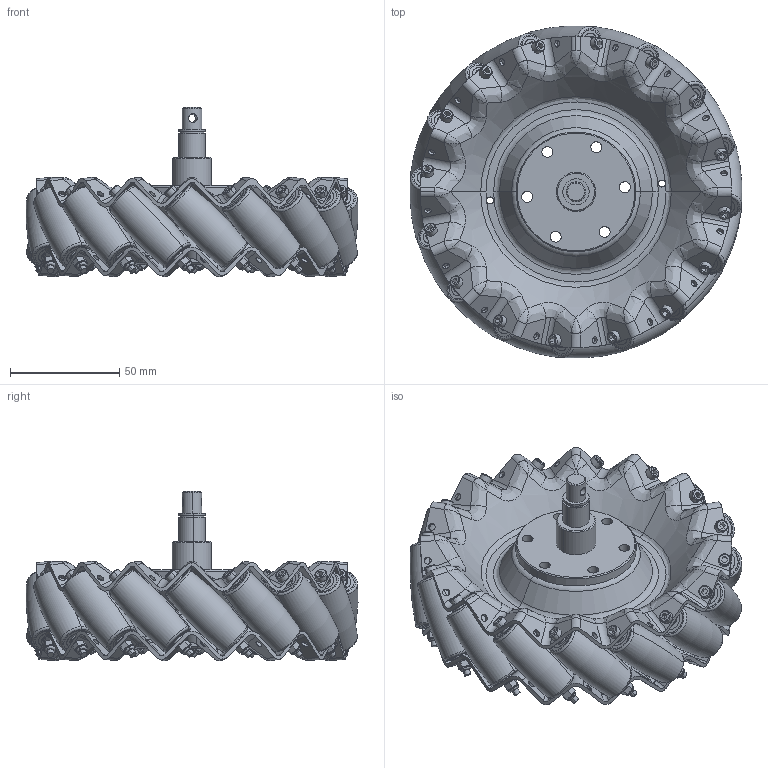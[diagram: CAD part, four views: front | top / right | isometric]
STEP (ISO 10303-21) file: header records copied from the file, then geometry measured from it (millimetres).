
FILE_DESCRIPTION (( 'STEP AP214' ), '1' );
FILE_NAME ('麦轮组装右.STEP', '2018-01-18T07:36:41', ( '微软用户' ), ( '微软中国' ), 'SwSTEP 2.0', 'SolidWorks 2016', '' );
FILE_SCHEMA (( 'AUTOMOTIVE_DESIGN' ));
Length unit declared in the file: millimetre
Products named in the file (12): 幗豪砎蝶謫郪蚾; 蹟譫; 菜え; 蹟佪; 肣奪3X5; 粣創5X10X4; 幗豪臏翐; 幗豪砎蝶謫俋; 闔謫鍼踢; 闔謫郪蚾衵; 謫粣饜磁; 陬粣
Assembly tree (29 placements, depth 3):
  闔謫郪蚾衵
    闔謫鍼踢  x2
    幗豪砎蝶謫郪蚾  x16
      幗豪砎蝶謫俋
      幗豪臏翐
      粣創5X10X4
      肣奪3X5
      蹟佪
      菜え
      蹟譫
    陬粣
    謫粣饜磁
Bounding box: 152.11 x 152.11 x 77.63 mm (x, y, z)
Volume: 247196.3 mm3; surface area: 240601.2 mm2
Topology: 148 solids, 148 shells, 2203 faces, 5004 edges, 3124 vertices
Faces by surface type: cylinder 978, plane 707, bspline 286, torus 140, cone 92
Entity records: 25891 total; most frequent: CARTESIAN_POINT 13790, ORIENTED_EDGE 2590, DIRECTION 2134, EDGE_CURVE 1295, AXIS2_PLACEMENT_3D 886, VERTEX_POINT 800, EDGE_LOOP 665, ADVANCED_FACE 529
